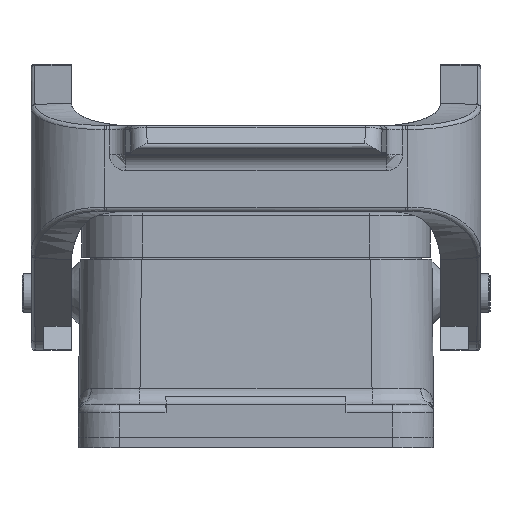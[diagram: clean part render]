
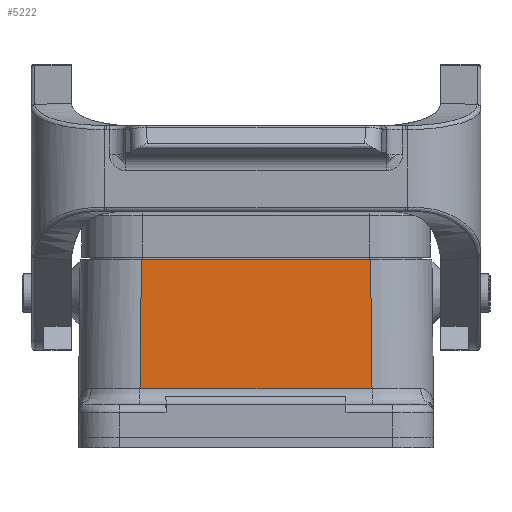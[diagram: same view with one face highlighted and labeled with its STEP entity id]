
A CAD part, left-side view. The second image highlights one B-rep face of the part: STEP entity #5222.
In plain terms, the highlighted planar face has unit normal (-1, 0, 0.026).
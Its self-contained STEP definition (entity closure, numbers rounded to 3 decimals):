
#4517=PLANE('',#23050);
#5222=ADVANCED_FACE('',(#6243),#4517,.T.);
#6243=FACE_OUTER_BOUND('',#7130,.T.);
#7130=EDGE_LOOP('',(#10882,#10883,#10884,#10885));
#10882=ORIENTED_EDGE('',*,*,#14913,.T.);
#10883=ORIENTED_EDGE('',*,*,#14867,.T.);
#10884=ORIENTED_EDGE('',*,*,#14914,.T.);
#10885=ORIENTED_EDGE('',*,*,#14826,.T.);
#12857=VERTEX_POINT('',#35769);
#12858=VERTEX_POINT('',#35771);
#12892=VERTEX_POINT('',#35851);
#12893=VERTEX_POINT('',#35853);
#14826=EDGE_CURVE('',#12858,#12857,#18723,.T.);
#14867=EDGE_CURVE('',#12893,#12892,#18744,.T.);
#14913=EDGE_CURVE('',#12857,#12893,#18772,.T.);
#14914=EDGE_CURVE('',#12892,#12858,#18773,.T.);
#18723=LINE('',#35770,#20216);
#18744=LINE('',#35852,#20237);
#18772=LINE('',#35987,#20265);
#18773=LINE('',#35988,#20266);
#20216=VECTOR('',#26703,1.);
#20237=VECTOR('',#26776,1.);
#20265=VECTOR('',#26830,1.);
#20266=VECTOR('',#26831,1.);
#23050=AXIS2_PLACEMENT_3D('',#35989,#26832,#26833);
#26703=DIRECTION('',(0.,1.,0.));
#26776=DIRECTION('',(0.,-1.,0.));
#26830=DIRECTION('',(-0.026,0.011,-1.));
#26831=DIRECTION('',(0.026,0.011,1.));
#26832=DIRECTION('',(-1.,0.,0.026));
#26833=DIRECTION('',(0.026,0.,1.));
#35769=CARTESIAN_POINT('',(-59.8,14.002,5.7));
#35770=CARTESIAN_POINT('',(-59.8,-21.5,5.7));
#35771=CARTESIAN_POINT('',(-59.8,-14.002,5.7));
#35851=CARTESIAN_POINT('',(-60.214,-14.18,-10.102));
#35852=CARTESIAN_POINT('',(-60.214,-14.202,-10.102));
#35853=CARTESIAN_POINT('',(-60.214,14.18,-10.102));
#35987=CARTESIAN_POINT('',(-60.267,14.203,-12.134));
#35988=CARTESIAN_POINT('',(-59.802,-14.003,5.616));
#35989=CARTESIAN_POINT('',(-59.8,0.,5.7));
